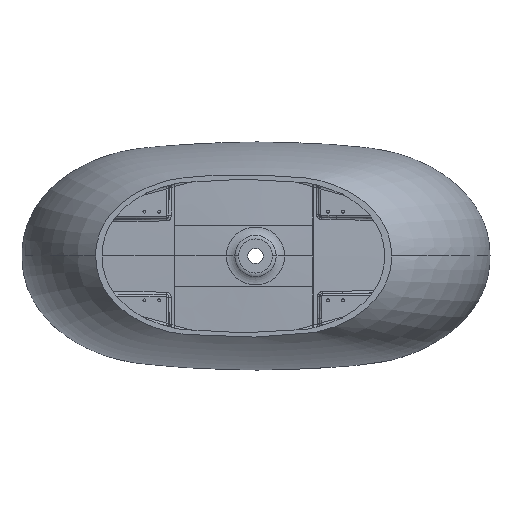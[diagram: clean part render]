
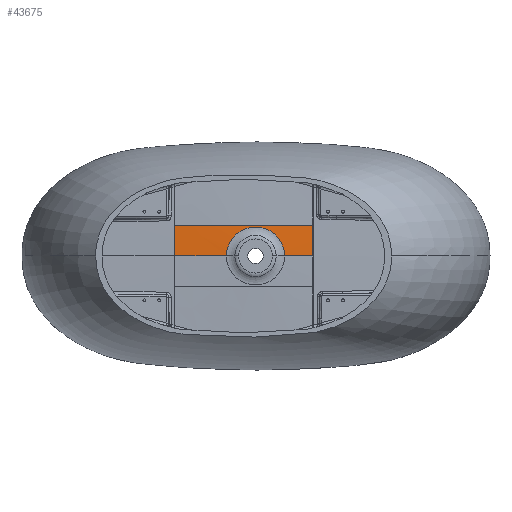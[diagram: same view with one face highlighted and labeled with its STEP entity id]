
A CAD part, front view. The second image highlights one B-rep face of the part: STEP entity #43675.
In plain terms, the highlighted conical face has half-angle 88 degrees and reference radius 1088.6 mm.
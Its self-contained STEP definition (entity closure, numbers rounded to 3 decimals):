
#459 = CARTESIAN_POINT ( 'NONE',  ( 193.283, 123.099, 103.297 ) ) ;
#1277 = LINE ( 'NONE', #52092, #63713 ) ;
#1480 = VERTEX_POINT ( 'NONE', #5517 ) ;
#3475 = CARTESIAN_POINT ( 'NONE',  ( 173.857, 122.502, 103.348 ) ) ;
#3623 = DIRECTION ( 'NONE',  ( -1., 0., 0. ) ) ;
#3917 = VERTEX_POINT ( 'NONE', #20367 ) ;
#4145 = CARTESIAN_POINT ( 'NONE',  ( -253.632, 125.004, 103.134 ) ) ;
#4291 = LINE ( 'NONE', #19330, #22115 ) ;
#5517 = CARTESIAN_POINT ( 'NONE',  ( 97.843, 118.863, 0. ) ) ;
#5640 = CARTESIAN_POINT ( 'NONE',  ( -273.114, 124.983, 17.18 ) ) ;
#5803 = DIRECTION ( 'NONE',  ( 0., 1., 0. ) ) ;
#8226 = EDGE_CURVE ( 'NONE', #1480, #23047, #1277, .T. ) ;
#8829 = CARTESIAN_POINT ( 'NONE',  ( -20.458, 119.119, 103.628 ) ) ;
#9165 = CARTESIAN_POINT ( 'NONE',  ( 37.854, 119.24, 103.618 ) ) ;
#10828 = CARTESIAN_POINT ( 'NONE',  ( 193.351, 122.28, 34.433 ) ) ;
#12215 = EDGE_CURVE ( 'NONE', #63827, #49185, #4291, .T. ) ;
#13180 = CARTESIAN_POINT ( 'NONE',  ( -273.114, 124.983, 0. ) ) ;
#13656 = CARTESIAN_POINT ( 'NONE',  ( 0., 118.863, 0. ) ) ;
#13837 = CARTESIAN_POINT ( 'NONE',  ( -195.348, 123.157, 103.293 ) ) ;
#14514 = DIRECTION ( 'NONE',  ( -1., 0., 0. ) ) ;
#15353 = CARTESIAN_POINT ( 'NONE',  ( -273.059, 125.638, 103.079 ) ) ;
#15518 = FACE_OUTER_BOUND ( 'NONE', #18508, .T. ) ;
#17516 = ORIENTED_EDGE ( 'NONE', *, *, #44513, .T. ) ;
#18508 = EDGE_LOOP ( 'NONE', ( #38983, #20259, #31592, #44176, #17516, #62983 ) ) ;
#18849 = CARTESIAN_POINT ( 'NONE',  ( 8.7, 119.062, 103.632 ) ) ;
#19330 = CARTESIAN_POINT ( 'NONE',  ( -1088.6, 153.461, 0. ) ) ;
#19521 = CARTESIAN_POINT ( 'NONE',  ( -137.06, 121.431, 103.439 ) ) ;
#20259 = ORIENTED_EDGE ( 'NONE', *, *, #8226, .T. ) ;
#20367 = CARTESIAN_POINT ( 'NONE',  ( 193.283, 123.099, 103.297 ) ) ;
#21019 = CARTESIAN_POINT ( 'NONE',  ( -273.114, 124.983, 0. ) ) ;
#22115 = VECTOR ( 'NONE', #29370, 1000. ) ;
#23047 = VERTEX_POINT ( 'NONE', #44341 ) ;
#24202 = CARTESIAN_POINT ( 'NONE',  ( -117.629, 120.895, 103.484 ) ) ;
#24875 = CARTESIAN_POINT ( 'NONE',  ( 115.575, 120.848, 103.488 ) ) ;
#25214 = CARTESIAN_POINT ( 'NONE',  ( 96.147, 120.35, 103.529 ) ) ;
#25390 = CARTESIAN_POINT ( 'NONE',  ( -273.077, 125.427, 85.9 ) ) ;
#28882 = CARTESIAN_POINT ( 'NONE',  ( 154.43, 121.923, 103.397 ) ) ;
#29222 = CARTESIAN_POINT ( 'NONE',  ( -273.059, 125.638, 103.079 ) ) ;
#29370 = DIRECTION ( 'NONE',  ( -0.999, 0.035, 0. ) ) ;
#29392 = AXIS2_PLACEMENT_3D ( 'NONE', #60301, #5803, #14514 ) ;
#29551 = CARTESIAN_POINT ( 'NONE',  ( -59.332, 119.566, 103.592 ) ) ;
#30463 = CONICAL_SURFACE ( 'NONE', #29392, 1088.6, 1.536 ) ;
#31220 = CARTESIAN_POINT ( 'NONE',  ( 193.307, 122.816, 86.082 ) ) ;
#31592 = ORIENTED_EDGE ( 'NONE', *, *, #43563, .T. ) ;
#32244 = CARTESIAN_POINT ( 'NONE',  ( -273.059, 125.638, 103.079 ) ) ;
#34233 = CARTESIAN_POINT ( 'NONE',  ( -78.765, 119.963, 103.561 ) ) ;
#38639 = CIRCLE ( 'NONE', #40764, 97.843 ) ;
#38800 = B_SPLINE_CURVE_WITH_KNOTS ( 'NONE', 3,
 ( #50267, #3475, #28882, #24875, #25214, #45604, #9165, #18849, #55961, #8829, #60972, #29551, #34233, #24202, #19521, #65993, #13837, #50608, #4145, #29222 ),
 .UNSPECIFIED., .F., .F.,
 ( 4, 2, 2, 2, 2, 2, 2, 2, 2, 4 ),
 ( 0.001, 0.059, 0.118, 0.176, 0.205, 0.234, 0.292, 0.351, 0.409, 0.467 ),
 .UNSPECIFIED. ) ;
#38983 = ORIENTED_EDGE ( 'NONE', *, *, #53429, .T. ) ;
#40263 = CARTESIAN_POINT ( 'NONE',  ( 193.325, 122.589, 68.866 ) ) ;
#40764 = AXIS2_PLACEMENT_3D ( 'NONE', #13656, #44405, #3623 ) ;
#41414 = CARTESIAN_POINT ( 'NONE',  ( -273.109, 125.04, 34.36 ) ) ;
#43475 = B_SPLINE_CURVE_WITH_KNOTS ( 'NONE', 3,
 ( #15353, #25390, #45783, #41414, #5640, #21019 ),
 .UNSPECIFIED., .F., .F.,
 ( 4, 2, 4 ),
 ( 0., 0.052, 0.103 ),
 .UNSPECIFIED. ) ;
#43563 = EDGE_CURVE ( 'NONE', #23047, #3917, #54460, .T. ) ;
#43675 = ADVANCED_FACE ( 'NONE', ( #15518 ), #30463, .T. ) ;
#44176 = ORIENTED_EDGE ( 'NONE', *, *, #50041, .T. ) ;
#44341 = CARTESIAN_POINT ( 'NONE',  ( 193.358, 122.198, 0. ) ) ;
#44405 = DIRECTION ( 'NONE',  ( 0., 1., 0. ) ) ;
#44513 = EDGE_CURVE ( 'NONE', #63162, #49185, #43475, .T. ) ;
#45604 = CARTESIAN_POINT ( 'NONE',  ( 57.287, 119.544, 103.594 ) ) ;
#45783 = CARTESIAN_POINT ( 'NONE',  ( -273.091, 125.262, 68.72 ) ) ;
#49185 = VERTEX_POINT ( 'NONE', #13180 ) ;
#50041 = EDGE_CURVE ( 'NONE', #3917, #63162, #38800, .T. ) ;
#50267 = CARTESIAN_POINT ( 'NONE',  ( 193.283, 123.099, 103.297 ) ) ;
#50608 = CARTESIAN_POINT ( 'NONE',  ( -234.204, 124.378, 103.188 ) ) ;
#50620 = CARTESIAN_POINT ( 'NONE',  ( 193.358, 122.198, 0. ) ) ;
#51797 = CARTESIAN_POINT ( 'NONE',  ( -97.843, 118.863, 0. ) ) ;
#52092 = CARTESIAN_POINT ( 'NONE',  ( 1088.6, 153.461, 0. ) ) ;
#53429 = EDGE_CURVE ( 'NONE', #63827, #1480, #38639, .T. ) ;
#54460 = B_SPLINE_CURVE_WITH_KNOTS ( 'NONE', 3,
 ( #50620, #61643, #10828, #40263, #31220, #459 ),
 .UNSPECIFIED., .F., .F.,
 ( 4, 2, 4 ),
 ( 0.103, 0.155, 0.207 ),
 .UNSPECIFIED. ) ;
#55961 = CARTESIAN_POINT ( 'NONE',  ( -1.02, 119.049, 103.633 ) ) ;
#56463 = DIRECTION ( 'NONE',  ( 0.999, 0.035, 0. ) ) ;
#60301 = CARTESIAN_POINT ( 'NONE',  ( 0., 153.461, 0. ) ) ;
#60972 = CARTESIAN_POINT ( 'NONE',  ( -30.177, 119.202, 103.621 ) ) ;
#61643 = CARTESIAN_POINT ( 'NONE',  ( 193.358, 122.198, 17.217 ) ) ;
#62983 = ORIENTED_EDGE ( 'NONE', *, *, #12215, .F. ) ;
#63162 = VERTEX_POINT ( 'NONE', #32244 ) ;
#63713 = VECTOR ( 'NONE', #56463, 1000. ) ;
#63827 = VERTEX_POINT ( 'NONE', #51797 ) ;
#65993 = CARTESIAN_POINT ( 'NONE',  ( -175.919, 122.561, 103.343 ) ) ;
